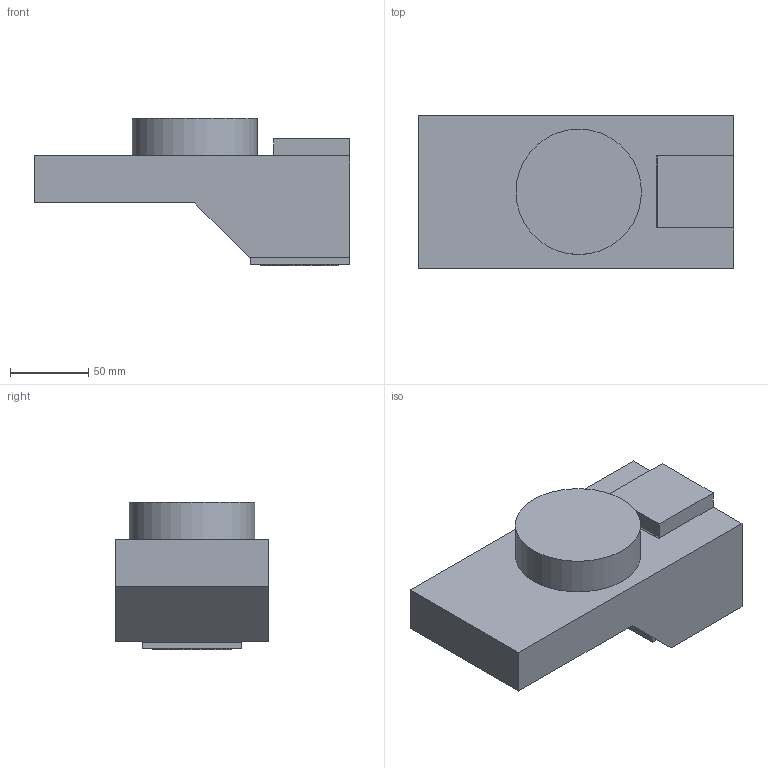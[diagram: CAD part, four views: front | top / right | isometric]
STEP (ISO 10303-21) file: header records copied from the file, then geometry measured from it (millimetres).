
FILE_DESCRIPTION(/* description */ (''),/* implementation_level */ '2;1');
FILE_NAME(/* name */ '1561639657414.stp',/* time_stamp */ '2019-06-27T14:47:42+02:00',/* author */ (''),/* organization */ ('SMS'),/* preprocessor_version */ 'ST-DEVELOPER v16.7',/* originating_system */ 'SIEMENS PLM Software NX 12.0',/* authorisation */ '');
FILE_SCHEMA (('AUTOMOTIVE_DESIGN { 1 0 10303 214 3 1 1 1 }'));
Length unit declared in the file: millimetre
Products named in the file (1): 201641928mod000_01
Bounding box: 201.5 x 98 x 94 mm (x, y, z)
Volume: 1008323.7 mm3; surface area: 80569.2 mm2
Topology: 1 solids, 1 shells, 39 faces, 98 edges, 69 vertices
Faces by surface type: plane 24, cylinder 9, cone 6
Full cylindrical faces by diameter (mm): 3 x1, 39.2 x1, 50.013 x1, 80 x1
Entity records: 1342 total; most frequent: CARTESIAN_POINT 368, DIRECTION 186, ORIENTED_EDGE 184, EDGE_CURVE 92, VERTEX_POINT 64, LINE 62, VECTOR 62, AXIS2_PLACEMENT_3D 62
